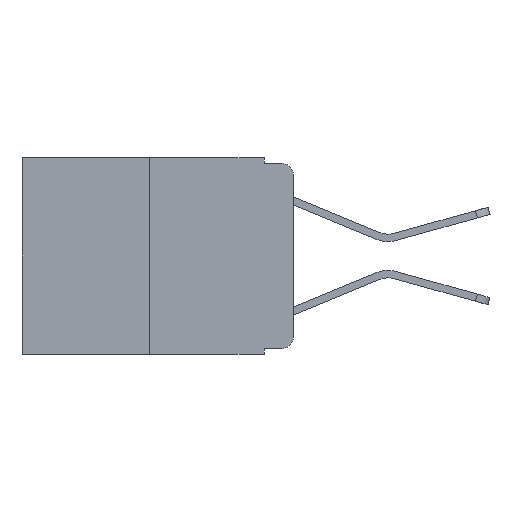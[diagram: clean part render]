
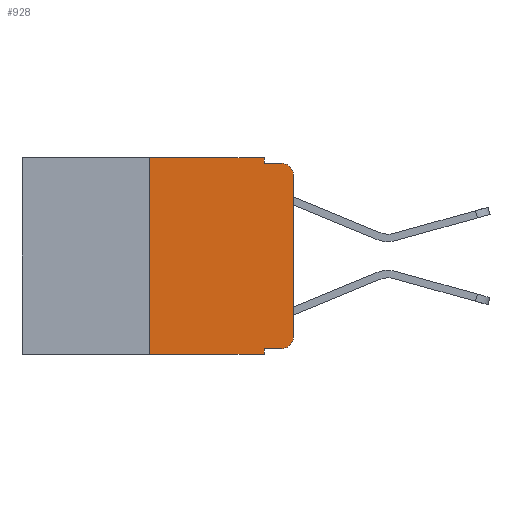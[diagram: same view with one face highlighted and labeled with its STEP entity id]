
A CAD part, left-side view. The second image highlights one B-rep face of the part: STEP entity #928.
In plain terms, the highlighted planar face has unit normal (-1, 0, 0).
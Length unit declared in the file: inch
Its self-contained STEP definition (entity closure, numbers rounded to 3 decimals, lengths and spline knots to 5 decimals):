
#321 = CARTESIAN_POINT ( 'NONE',  ( 0., 0.051, -0.01 ) ) ;
#390 = DIRECTION ( 'NONE',  ( 0., 0., 1. ) ) ;
#476 = VERTEX_POINT ( 'NONE', #1751 ) ;
#797 = ORIENTED_EDGE ( 'NONE', *, *, #8067, .F. ) ;
#860 = AXIS2_PLACEMENT_3D ( 'NONE', #1484, #10821, #10581 ) ;
#928 = ADVANCED_FACE ( 'NONE', ( #6500 ), #7557, .F. ) ;
#956 = VECTOR ( 'NONE', #4690, 39.37008 ) ;
#1159 = VERTEX_POINT ( 'NONE', #11622 ) ;
#1278 = DIRECTION ( 'NONE',  ( 0., -1., 0. ) ) ;
#1404 = CIRCLE ( 'NONE', #14067, 0.02 ) ;
#1421 = LINE ( 'NONE', #13424, #1845 ) ;
#1441 = VERTEX_POINT ( 'NONE', #9937 ) ;
#1484 = CARTESIAN_POINT ( 'NONE',  ( 0., 0.473, 0. ) ) ;
#1667 = EDGE_LOOP ( 'NONE', ( #2636, #13629, #14621, #11495, #797, #4609, #8310, #11906, #15464, #5046 ) ) ;
#1732 = CARTESIAN_POINT ( 'NONE',  ( 0., 0.051, 0. ) ) ;
#1751 = CARTESIAN_POINT ( 'NONE',  ( 0., 0.051, 0. ) ) ;
#1845 = VECTOR ( 'NONE', #14763, 39.37008 ) ;
#2052 = CARTESIAN_POINT ( 'NONE',  ( 0., 0.051, -0.343 ) ) ;
#2279 = LINE ( 'NONE', #321, #5637 ) ;
#2636 = ORIENTED_EDGE ( 'NONE', *, *, #8723, .T. ) ;
#2727 = LINE ( 'NONE', #8706, #9750 ) ;
#3210 = CARTESIAN_POINT ( 'NONE',  ( 0., 0.051, -0.01 ) ) ;
#3270 = VERTEX_POINT ( 'NONE', #5783 ) ;
#3271 = CARTESIAN_POINT ( 'NONE',  ( 0., 0.051, -0.333 ) ) ;
#3616 = VERTEX_POINT ( 'NONE', #4700 ) ;
#4176 = VERTEX_POINT ( 'NONE', #11598 ) ;
#4609 = ORIENTED_EDGE ( 'NONE', *, *, #8770, .F. ) ;
#4637 = CARTESIAN_POINT ( 'NONE',  ( 0., 0.25, 0. ) ) ;
#4690 = DIRECTION ( 'NONE',  ( 0., -1., 0. ) ) ;
#4700 = CARTESIAN_POINT ( 'NONE',  ( 0., 0.25, 0. ) ) ;
#4759 = DIRECTION ( 'NONE',  ( -1., 0., 0. ) ) ;
#5046 = ORIENTED_EDGE ( 'NONE', *, *, #8796, .T. ) ;
#5206 = VECTOR ( 'NONE', #14173, 39.37008 ) ;
#5428 = VERTEX_POINT ( 'NONE', #11469 ) ;
#5637 = VECTOR ( 'NONE', #11489, 39.37008 ) ;
#5677 = LINE ( 'NONE', #17271, #9345 ) ;
#5783 = CARTESIAN_POINT ( 'NONE',  ( 0., 0.051, -0.333 ) ) ;
#5987 = DIRECTION ( 'NONE',  ( -1., 0., 0. ) ) ;
#6500 = FACE_OUTER_BOUND ( 'NONE', #1667, .T. ) ;
#7557 = PLANE ( 'NONE',  #860 ) ;
#8067 = EDGE_CURVE ( 'NONE', #3616, #476, #5677, .T. ) ;
#8310 = ORIENTED_EDGE ( 'NONE', *, *, #8451, .T. ) ;
#8450 = LINE ( 'NONE', #3271, #956 ) ;
#8451 = EDGE_CURVE ( 'NONE', #12732, #12932, #1421, .T. ) ;
#8706 = CARTESIAN_POINT ( 'NONE',  ( 0., 0., 0. ) ) ;
#8723 = EDGE_CURVE ( 'NONE', #5428, #1441, #2727, .T. ) ;
#8727 = EDGE_CURVE ( 'NONE', #1441, #1159, #12880, .T. ) ;
#8744 = EDGE_CURVE ( 'NONE', #11399, #1159, #2279, .T. ) ;
#8752 = EDGE_CURVE ( 'NONE', #476, #11399, #16047, .T. ) ;
#8770 = EDGE_CURVE ( 'NONE', #12732, #3616, #15603, .T. ) ;
#8776 = EDGE_CURVE ( 'NONE', #3270, #12932, #8888, .T. ) ;
#8777 = EDGE_CURVE ( 'NONE', #3270, #4176, #8450, .T. ) ;
#8796 = EDGE_CURVE ( 'NONE', #4176, #5428, #1404, .T. ) ;
#8888 = LINE ( 'NONE', #10191, #9307 ) ;
#9307 = VECTOR ( 'NONE', #11543, 39.37008 ) ;
#9345 = VECTOR ( 'NONE', #1278, 39.37008 ) ;
#9750 = VECTOR ( 'NONE', #14050, 39.37008 ) ;
#9937 = CARTESIAN_POINT ( 'NONE',  ( 0., 0., -0.03 ) ) ;
#10191 = CARTESIAN_POINT ( 'NONE',  ( 0., 0.051, 0. ) ) ;
#10581 = DIRECTION ( 'NONE',  ( 0., 0., -1. ) ) ;
#10821 = DIRECTION ( 'NONE',  ( 1., 0., 0. ) ) ;
#11399 = VERTEX_POINT ( 'NONE', #3210 ) ;
#11469 = CARTESIAN_POINT ( 'NONE',  ( 0., 0., -0.313 ) ) ;
#11489 = DIRECTION ( 'NONE',  ( 0., -1., 0. ) ) ;
#11495 = ORIENTED_EDGE ( 'NONE', *, *, #8752, .F. ) ;
#11543 = DIRECTION ( 'NONE',  ( 0., 0., -1. ) ) ;
#11598 = CARTESIAN_POINT ( 'NONE',  ( 0., 0.02, -0.333 ) ) ;
#11622 = CARTESIAN_POINT ( 'NONE',  ( 0., 0.02, -0.01 ) ) ;
#11906 = ORIENTED_EDGE ( 'NONE', *, *, #8776, .F. ) ;
#12045 = VECTOR ( 'NONE', #390, 39.37008 ) ;
#12284 = AXIS2_PLACEMENT_3D ( 'NONE', #14112, #5987, #15454 ) ;
#12548 = CARTESIAN_POINT ( 'NONE',  ( 0., 0.25, -0.343 ) ) ;
#12732 = VERTEX_POINT ( 'NONE', #12548 ) ;
#12880 = CIRCLE ( 'NONE', #12284, 0.02 ) ;
#12932 = VERTEX_POINT ( 'NONE', #2052 ) ;
#12934 = CARTESIAN_POINT ( 'NONE',  ( 0., 0.02, -0.313 ) ) ;
#13424 = CARTESIAN_POINT ( 'NONE',  ( 0., 0.473, -0.343 ) ) ;
#13629 = ORIENTED_EDGE ( 'NONE', *, *, #8727, .T. ) ;
#14050 = DIRECTION ( 'NONE',  ( 0., 0., 1. ) ) ;
#14067 = AXIS2_PLACEMENT_3D ( 'NONE', #12934, #4759, #14292 ) ;
#14112 = CARTESIAN_POINT ( 'NONE',  ( 0., 0.02, -0.03 ) ) ;
#14173 = DIRECTION ( 'NONE',  ( 0., 0., -1. ) ) ;
#14292 = DIRECTION ( 'NONE',  ( 0., 0., -1. ) ) ;
#14621 = ORIENTED_EDGE ( 'NONE', *, *, #8744, .F. ) ;
#14763 = DIRECTION ( 'NONE',  ( 0., -1., 0. ) ) ;
#15454 = DIRECTION ( 'NONE',  ( 0., 0., -1. ) ) ;
#15464 = ORIENTED_EDGE ( 'NONE', *, *, #8777, .T. ) ;
#15603 = LINE ( 'NONE', #4637, #12045 ) ;
#16047 = LINE ( 'NONE', #1732, #5206 ) ;
#17271 = CARTESIAN_POINT ( 'NONE',  ( 0., 0.473, 0. ) ) ;
